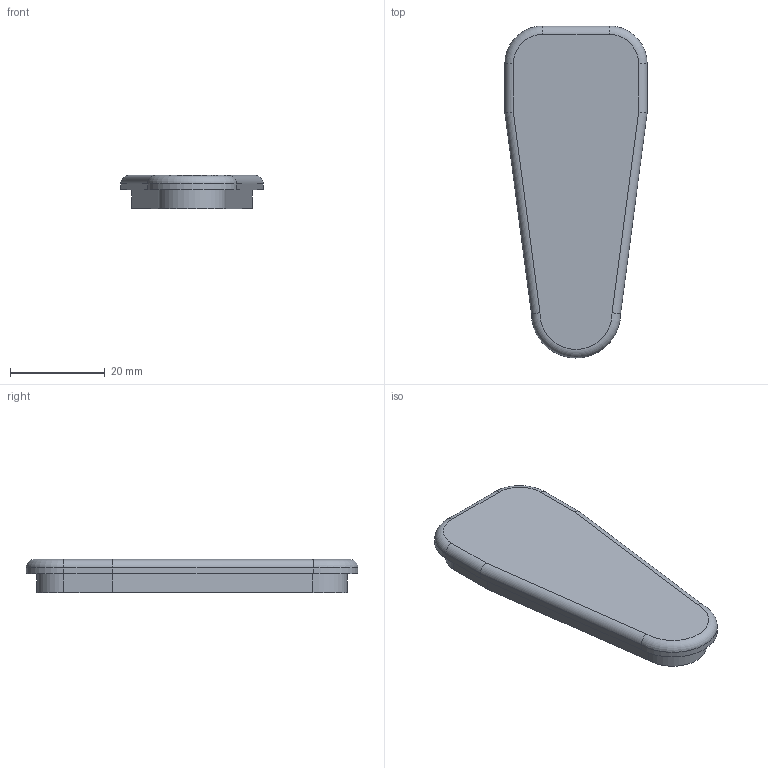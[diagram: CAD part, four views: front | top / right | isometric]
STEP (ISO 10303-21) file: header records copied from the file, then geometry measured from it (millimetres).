
FILE_DESCRIPTION((''),'2;1');
FILE_NAME('arm_pieza2.step','2015-03-28T17:27:03',('Usuario'),(''),'Autodesk Inventor 2013','Autodesk Inventor 2013','');
FILE_SCHEMA(('AUTOMOTIVE_DESIGN { 1 0 10303 214 1 1 1 1 }'));
Length unit declared in the file: millimetre
Products named in the file (1): arm_pieza2
Bounding box: 30 x 70 x 7 mm (x, y, z)
Volume: 5952.1 mm3; surface area: 5015 mm2
Topology: 1 solids, 1 shells, 36 faces, 88 edges, 56 vertices
Faces by surface type: plane 19, cylinder 14, torus 3
Entity records: 1103 total; most frequent: CARTESIAN_POINT 207, DIRECTION 187, ORIENTED_EDGE 176, EDGE_CURVE 88, AXIS2_PLACEMENT_3D 64, VECTOR 59, LINE 59, VERTEX_POINT 56
